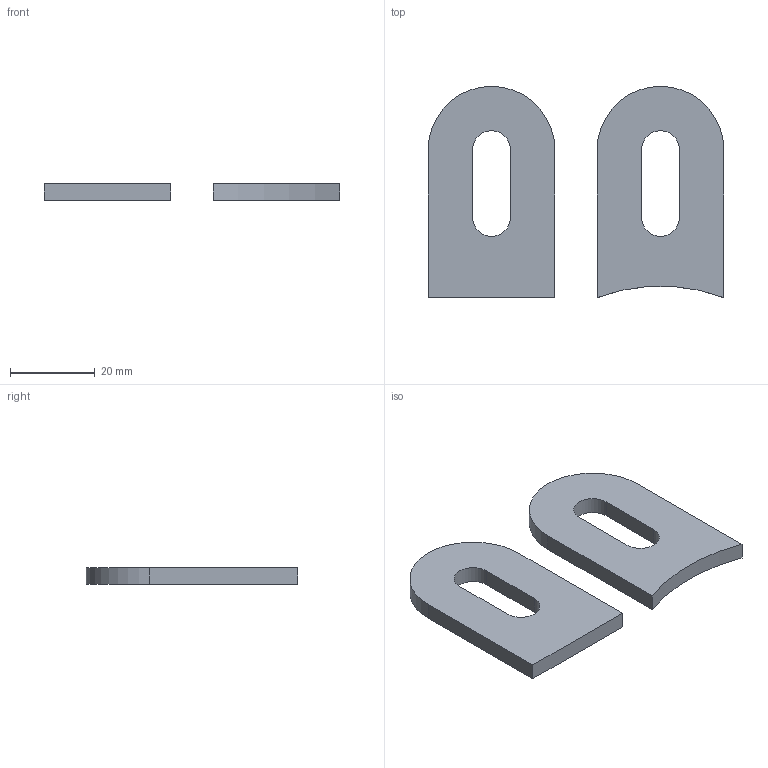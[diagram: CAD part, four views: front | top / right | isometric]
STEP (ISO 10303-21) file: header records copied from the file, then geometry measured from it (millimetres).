
FILE_DESCRIPTION((''),'2;1');
FILE_NAME('2978','2022-04-18T11:59:04',('Gogel'),('Gerresheimer Regensburg GmbH'),'CREO PARAMETRIC BY PTC INC, 2018420','CREO PARAMETRIC BY PTC INC, 2018420','');
FILE_SCHEMA(('AUTOMOTIVE_DESIGN { 1 0 10303 214 1 1 1 1 }'));
Length unit declared in the file: millimetre
Products named in the file (1): 2978
Bounding box: 70 x 50 x 4 mm (x, y, z)
Volume: 9345.7 mm3; surface area: 6334.7 mm2
Topology: 2 solids, 2 shells, 20 faces, 48 edges, 32 vertices
Faces by surface type: plane 13, cylinder 7
Entity records: 910 total; most frequent: DIRECTION 128, CARTESIAN_POINT 119, ORIENTED_EDGE 96, EDGE_CURVE 48, AXIS2_PLACEMENT_3D 44, COLOUR_RGB 41, VECTOR 37, LINE 37
